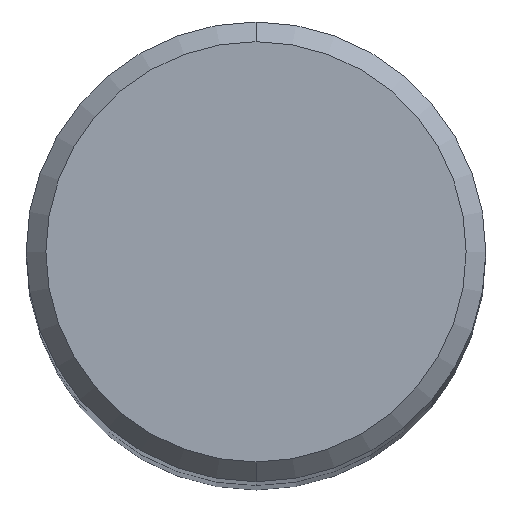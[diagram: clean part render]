
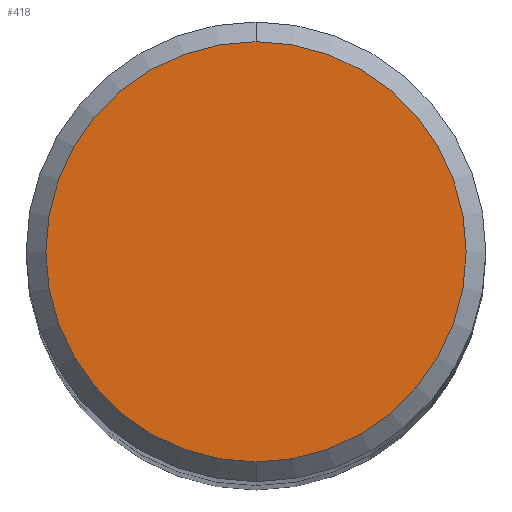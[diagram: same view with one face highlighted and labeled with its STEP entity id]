
A CAD part, top view. The second image highlights one B-rep face of the part: STEP entity #418.
In plain terms, the highlighted planar face has unit normal (0, 0, 1).
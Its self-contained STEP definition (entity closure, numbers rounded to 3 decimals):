
#202=EDGE_CURVE('',#268,#338,#507,.T.);
#268=VERTEX_POINT('',#582);
#338=VERTEX_POINT('',#657);
#418=ADVANCED_FACE('',(#745),#746,.T.);
#442=EDGE_CURVE('',#338,#268,#771,.T.);
#507=CIRCLE('',#860,6.4);
#582=CARTESIAN_POINT('',(0.0,6.4,0.0));
#657=CARTESIAN_POINT('',(0.,-6.4,0.0));
#745=FACE_OUTER_BOUND('',#1396,.T.);
#746=PLANE('',#1397);
#771=CIRCLE('',#1467,6.4);
#860=AXIS2_PLACEMENT_3D('',#1517,#1518,#1519);
#1396=EDGE_LOOP('',(#1790,#1791));
#1397=AXIS2_PLACEMENT_3D('',#1792,#1793,#1794);
#1467=AXIS2_PLACEMENT_3D('',#1812,#1813,#1814);
#1517=CARTESIAN_POINT('',(0.0,0.0,0.0));
#1518=DIRECTION('',(0.0,0.0,-1.0));
#1519=DIRECTION('',(0.0,1.0,0.0));
#1790=ORIENTED_EDGE('',*,*,#202,.F.);
#1791=ORIENTED_EDGE('',*,*,#442,.F.);
#1792=CARTESIAN_POINT('',(0.0,3.2,0.0));
#1793=DIRECTION('',(-0.0,0.0,1.0));
#1794=DIRECTION('',(0.0,-1.0,0.0));
#1812=CARTESIAN_POINT('',(0.0,0.0,0.0));
#1813=DIRECTION('',(0.0,0.0,-1.0));
#1814=DIRECTION('',(0.0,1.0,0.0));
